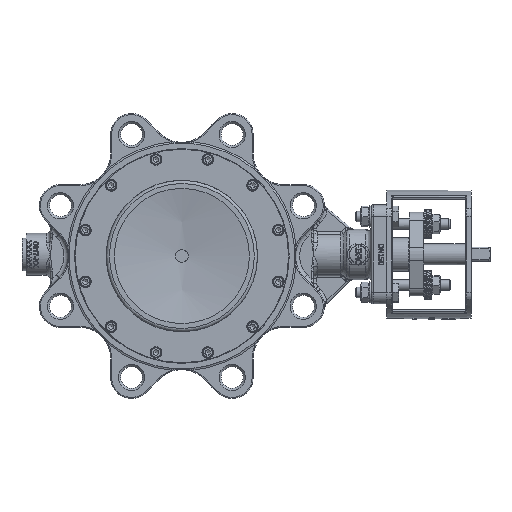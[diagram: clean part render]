
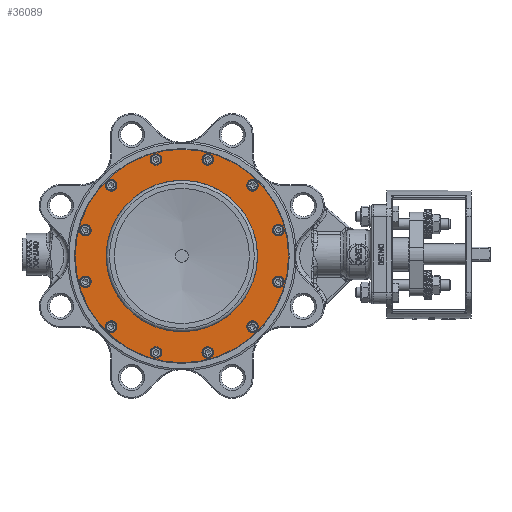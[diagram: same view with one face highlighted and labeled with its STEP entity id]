
A CAD part, front view. The second image highlights one B-rep face of the part: STEP entity #36089.
In plain terms, the highlighted planar face has unit normal (0, -1, 0).
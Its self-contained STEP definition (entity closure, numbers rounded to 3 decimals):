
#6235=PLANE('',#39482);
#7534=FACE_BOUND('',#12307,.T.);
#7535=FACE_BOUND('',#12308,.T.);
#7536=FACE_BOUND('',#12309,.T.);
#7537=FACE_BOUND('',#12310,.T.);
#7538=FACE_BOUND('',#12311,.T.);
#7539=FACE_BOUND('',#12312,.T.);
#7540=FACE_BOUND('',#12313,.T.);
#7541=FACE_BOUND('',#12314,.T.);
#7542=FACE_BOUND('',#12315,.T.);
#7543=FACE_BOUND('',#12316,.T.);
#7544=FACE_BOUND('',#12317,.T.);
#7545=FACE_BOUND('',#12318,.T.);
#7546=FACE_BOUND('',#12319,.T.);
#9629=FACE_OUTER_BOUND('',#12306,.T.);
#12306=EDGE_LOOP('',(#31078));
#12307=EDGE_LOOP('',(#31079));
#12308=EDGE_LOOP('',(#31080));
#12309=EDGE_LOOP('',(#31081));
#12310=EDGE_LOOP('',(#31082));
#12311=EDGE_LOOP('',(#31083));
#12312=EDGE_LOOP('',(#31084));
#12313=EDGE_LOOP('',(#31085));
#12314=EDGE_LOOP('',(#31086));
#12315=EDGE_LOOP('',(#31087));
#12316=EDGE_LOOP('',(#31088));
#12317=EDGE_LOOP('',(#31089));
#12318=EDGE_LOOP('',(#31090));
#12319=EDGE_LOOP('',(#31091));
#14103=CIRCLE('',#39429,5.5);
#14105=CIRCLE('',#39433,5.5);
#14108=CIRCLE('',#39438,5.5);
#14110=CIRCLE('',#39442,5.5);
#14113=CIRCLE('',#39447,5.5);
#14114=CIRCLE('',#39449,5.5);
#14117=CIRCLE('',#39454,5.5);
#14119=CIRCLE('',#39458,5.5);
#14122=CIRCLE('',#39463,5.5);
#14124=CIRCLE('',#39467,5.5);
#14126=CIRCLE('',#39471,5.5);
#14129=CIRCLE('',#39476,5.5);
#14130=CIRCLE('',#39478,101.5);
#14133=CIRCLE('',#39483,72.);
#17171=VERTEX_POINT('',#102210);
#17173=VERTEX_POINT('',#102216);
#17176=VERTEX_POINT('',#102224);
#17178=VERTEX_POINT('',#102230);
#17181=VERTEX_POINT('',#102238);
#17182=VERTEX_POINT('',#102241);
#17185=VERTEX_POINT('',#102249);
#17187=VERTEX_POINT('',#102255);
#17190=VERTEX_POINT('',#102263);
#17192=VERTEX_POINT('',#102269);
#17194=VERTEX_POINT('',#102275);
#17197=VERTEX_POINT('',#102283);
#17198=VERTEX_POINT('',#102286);
#17201=VERTEX_POINT('',#102294);
#21861=EDGE_CURVE('',#17171,#17171,#14103,.T.);
#21863=EDGE_CURVE('',#17173,#17173,#14105,.T.);
#21866=EDGE_CURVE('',#17176,#17176,#14108,.T.);
#21868=EDGE_CURVE('',#17178,#17178,#14110,.T.);
#21871=EDGE_CURVE('',#17181,#17181,#14113,.T.);
#21872=EDGE_CURVE('',#17182,#17182,#14114,.T.);
#21875=EDGE_CURVE('',#17185,#17185,#14117,.T.);
#21877=EDGE_CURVE('',#17187,#17187,#14119,.T.);
#21880=EDGE_CURVE('',#17190,#17190,#14122,.T.);
#21882=EDGE_CURVE('',#17192,#17192,#14124,.T.);
#21884=EDGE_CURVE('',#17194,#17194,#14126,.T.);
#21887=EDGE_CURVE('',#17197,#17197,#14129,.T.);
#21888=EDGE_CURVE('',#17198,#17198,#14130,.T.);
#21891=EDGE_CURVE('',#17201,#17201,#14133,.T.);
#31078=ORIENTED_EDGE('',*,*,#21888,.F.);
#31079=ORIENTED_EDGE('',*,*,#21861,.T.);
#31080=ORIENTED_EDGE('',*,*,#21863,.T.);
#31081=ORIENTED_EDGE('',*,*,#21866,.T.);
#31082=ORIENTED_EDGE('',*,*,#21868,.T.);
#31083=ORIENTED_EDGE('',*,*,#21871,.T.);
#31084=ORIENTED_EDGE('',*,*,#21872,.T.);
#31085=ORIENTED_EDGE('',*,*,#21875,.T.);
#31086=ORIENTED_EDGE('',*,*,#21877,.T.);
#31087=ORIENTED_EDGE('',*,*,#21880,.T.);
#31088=ORIENTED_EDGE('',*,*,#21882,.T.);
#31089=ORIENTED_EDGE('',*,*,#21884,.T.);
#31090=ORIENTED_EDGE('',*,*,#21887,.T.);
#31091=ORIENTED_EDGE('',*,*,#21891,.T.);
#36089=ADVANCED_FACE('',(#9629,#7534,#7535,#7536,#7537,#7538,#7539,#7540,
#7541,#7542,#7543,#7544,#7545,#7546),#6235,.T.);
#39429=AXIS2_PLACEMENT_3D('',#102211,#47683,#47684);
#39433=AXIS2_PLACEMENT_3D('',#102217,#47691,#47692);
#39438=AXIS2_PLACEMENT_3D('',#102225,#47701,#47702);
#39442=AXIS2_PLACEMENT_3D('',#102231,#47709,#47710);
#39447=AXIS2_PLACEMENT_3D('',#102239,#47719,#47720);
#39449=AXIS2_PLACEMENT_3D('',#102242,#47723,#47724);
#39454=AXIS2_PLACEMENT_3D('',#102250,#47733,#47734);
#39458=AXIS2_PLACEMENT_3D('',#102256,#47741,#47742);
#39463=AXIS2_PLACEMENT_3D('',#102264,#47751,#47752);
#39467=AXIS2_PLACEMENT_3D('',#102270,#47759,#47760);
#39471=AXIS2_PLACEMENT_3D('',#102276,#47767,#47768);
#39476=AXIS2_PLACEMENT_3D('',#102284,#47777,#47778);
#39478=AXIS2_PLACEMENT_3D('',#102287,#47781,#47782);
#39482=AXIS2_PLACEMENT_3D('',#102293,#47789,#47790);
#39483=AXIS2_PLACEMENT_3D('',#102295,#47791,#47792);
#47683=DIRECTION('center_axis',(0.,1.,0.));
#47684=DIRECTION('ref_axis',(0.,0.,
1.));
#47691=DIRECTION('center_axis',(0.,1.,0.));
#47692=DIRECTION('ref_axis',(-0.5,0.,0.866));
#47701=DIRECTION('center_axis',(0.,1.,0.));
#47702=DIRECTION('ref_axis',(-0.866,0.,0.5));
#47709=DIRECTION('center_axis',(0.,1.,0.));
#47710=DIRECTION('ref_axis',(-1.,0.,0.));
#47719=DIRECTION('center_axis',(0.,1.,0.));
#47720=DIRECTION('ref_axis',(-0.866,0.,-0.5));
#47723=DIRECTION('center_axis',(0.,1.,0.));
#47724=DIRECTION('ref_axis',(-0.5,0.,-0.866));
#47733=DIRECTION('center_axis',(0.,1.,0.));
#47734=DIRECTION('ref_axis',(0.,0.,
-1.));
#47741=DIRECTION('center_axis',(0.,1.,0.));
#47742=DIRECTION('ref_axis',(0.5,0.,-0.866));
#47751=DIRECTION('center_axis',(0.,1.,0.));
#47752=DIRECTION('ref_axis',(0.866,0.,-0.5));
#47759=DIRECTION('center_axis',(0.,1.,0.));
#47760=DIRECTION('ref_axis',(1.,0.,0.));
#47767=DIRECTION('center_axis',(0.,1.,0.));
#47768=DIRECTION('ref_axis',(0.5,0.,0.866));
#47777=DIRECTION('center_axis',(0.,1.,0.));
#47778=DIRECTION('ref_axis',(0.866,0.,0.5));
#47781=DIRECTION('center_axis',(0.,1.,0.));
#47782=DIRECTION('ref_axis',(0.866,0.,0.5));
#47789=DIRECTION('center_axis',(0.,-1.,0.));
#47790=DIRECTION('ref_axis',(0.5,0.,-0.866));
#47791=DIRECTION('center_axis',(0.,1.,0.));
#47792=DIRECTION('ref_axis',(-0.866,0.,-0.5));
#102210=CARTESIAN_POINT('',(-24.588,-33.1,-86.263));
#102211=CARTESIAN_POINT('Origin',(-24.588,-33.1,-91.763));
#102216=CARTESIAN_POINT('',(21.838,-33.1,-87.));
#102217=CARTESIAN_POINT('Origin',(24.588,-33.1,-91.763));
#102224=CARTESIAN_POINT('',(62.412,-33.1,-64.425));
#102225=CARTESIAN_POINT('Origin',(67.175,-33.1,-67.175));
#102230=CARTESIAN_POINT('',(86.263,-33.1,-24.588));
#102231=CARTESIAN_POINT('Origin',(91.763,-33.1,-24.588));
#102238=CARTESIAN_POINT('',(87.,-33.1,21.838));
#102239=CARTESIAN_POINT('Origin',(91.763,-33.1,24.588));
#102241=CARTESIAN_POINT('',(64.425,-33.1,62.412));
#102242=CARTESIAN_POINT('Origin',(67.175,-33.1,67.175));
#102249=CARTESIAN_POINT('',(24.588,-33.1,86.263));
#102250=CARTESIAN_POINT('Origin',(24.588,-33.1,91.763));
#102255=CARTESIAN_POINT('',(-21.838,-33.1,87.));
#102256=CARTESIAN_POINT('Origin',(-24.588,-33.1,91.763));
#102263=CARTESIAN_POINT('',(-62.412,-33.1,64.425));
#102264=CARTESIAN_POINT('Origin',(-67.175,-33.1,67.175));
#102269=CARTESIAN_POINT('',(-86.263,-33.1,24.588));
#102270=CARTESIAN_POINT('Origin',(-91.763,-33.1,24.588));
#102275=CARTESIAN_POINT('',(-64.425,-33.1,-62.412));
#102276=CARTESIAN_POINT('Origin',(-67.175,-33.1,-67.175));
#102283=CARTESIAN_POINT('',(-87.,-33.1,-21.838));
#102284=CARTESIAN_POINT('Origin',(-91.763,-33.1,-24.588));
#102286=CARTESIAN_POINT('',(-87.902,-33.1,-50.75));
#102287=CARTESIAN_POINT('Origin',(0.,-33.1,0.));
#102293=CARTESIAN_POINT('Origin',(-75.344,-33.1,-43.5));
#102294=CARTESIAN_POINT('',(-62.354,-33.1,-36.));
#102295=CARTESIAN_POINT('Origin',(0.,-33.1,0.));
